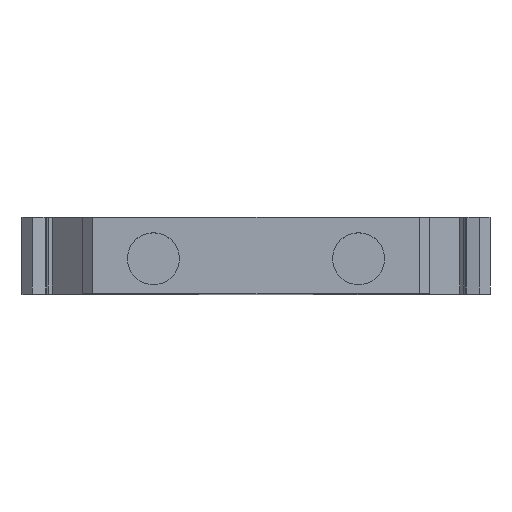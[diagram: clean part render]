
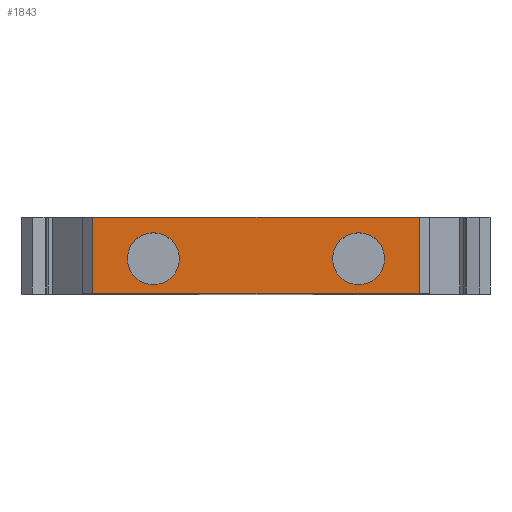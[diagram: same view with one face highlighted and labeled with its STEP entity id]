
A CAD part, top view. The second image highlights one B-rep face of the part: STEP entity #1843.
In plain terms, the highlighted planar face has unit normal (0, 0, 1).
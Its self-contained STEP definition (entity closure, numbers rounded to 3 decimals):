
#40=CIRCLE('',#1929,2.025);
#41=CIRCLE('',#1930,2.025);
#203=ORIENTED_EDGE('',*,*,#557,.T.);
#204=ORIENTED_EDGE('',*,*,#517,.F.);
#205=ORIENTED_EDGE('',*,*,#559,.F.);
#206=ORIENTED_EDGE('',*,*,#560,.T.);
#207=ORIENTED_EDGE('',*,*,#561,.T.);
#208=ORIENTED_EDGE('',*,*,#562,.T.);
#517=EDGE_CURVE('',#704,#705,#839,.T.);
#557=EDGE_CURVE('',#732,#705,#875,.T.);
#559=EDGE_CURVE('',#733,#704,#877,.T.);
#560=EDGE_CURVE('',#733,#732,#878,.T.);
#561=EDGE_CURVE('',#734,#734,#40,.T.);
#562=EDGE_CURVE('',#735,#735,#41,.T.);
#704=VERTEX_POINT('',#2495);
#705=VERTEX_POINT('',#2497);
#732=VERTEX_POINT('',#2577);
#733=VERTEX_POINT('',#2581);
#734=VERTEX_POINT('',#2584);
#735=VERTEX_POINT('',#2586);
#839=LINE('',#2496,#1015);
#875=LINE('',#2576,#1051);
#877=LINE('',#2580,#1053);
#878=LINE('',#2582,#1054);
#1015=VECTOR('',#2086,1000.);
#1051=VECTOR('',#2156,1000.);
#1053=VECTOR('',#2160,1000.);
#1054=VECTOR('',#2161,1000.);
#1143=EDGE_LOOP('',(#203,#204,#205,#206));
#1144=EDGE_LOOP('',(#207));
#1145=EDGE_LOOP('',(#208));
#1217=FACE_BOUND('',#1143,.T.);
#1218=FACE_BOUND('',#1144,.T.);
#1219=FACE_BOUND('',#1145,.T.);
#1289=PLANE('',#1928);
#1843=ADVANCED_FACE('',(#1217,#1218,#1219),#1289,.T.);
#1928=AXIS2_PLACEMENT_3D('',#2579,#2158,#2159);
#1929=AXIS2_PLACEMENT_3D('',#2583,#2162,#2163);
#1930=AXIS2_PLACEMENT_3D('',#2585,#2164,#2165);
#2086=DIRECTION('',(-1.,0.,0.));
#2156=DIRECTION('',(0.,-1.,0.));
#2158=DIRECTION('',(0.,0.,1.));
#2159=DIRECTION('',(1.,0.,0.));
#2160=DIRECTION('',(0.,-1.,0.));
#2161=DIRECTION('',(-1.,0.,0.));
#2162=DIRECTION('',(0.,0.,-1.));
#2163=DIRECTION('',(1.,0.,0.));
#2164=DIRECTION('',(0.,0.,-1.));
#2165=DIRECTION('',(1.,0.,0.));
#2495=CARTESIAN_POINT('',(12.75,0.,20.17));
#2496=CARTESIAN_POINT('',(12.75,0.,20.17));
#2497=CARTESIAN_POINT('',(-12.75,0.,20.17));
#2576=CARTESIAN_POINT('',(-12.75,6.,20.17));
#2577=CARTESIAN_POINT('',(-12.75,6.,20.17));
#2579=CARTESIAN_POINT('',(12.75,6.,20.17));
#2580=CARTESIAN_POINT('',(12.75,6.,20.17));
#2581=CARTESIAN_POINT('',(12.75,6.,20.17));
#2582=CARTESIAN_POINT('',(12.75,6.,20.17));
#2583=CARTESIAN_POINT('',(8.,2.75,20.17));
#2584=CARTESIAN_POINT('',(10.025,2.75,20.17));
#2585=CARTESIAN_POINT('',(-8.,2.75,20.17));
#2586=CARTESIAN_POINT('',(-5.975,2.75,20.17));
